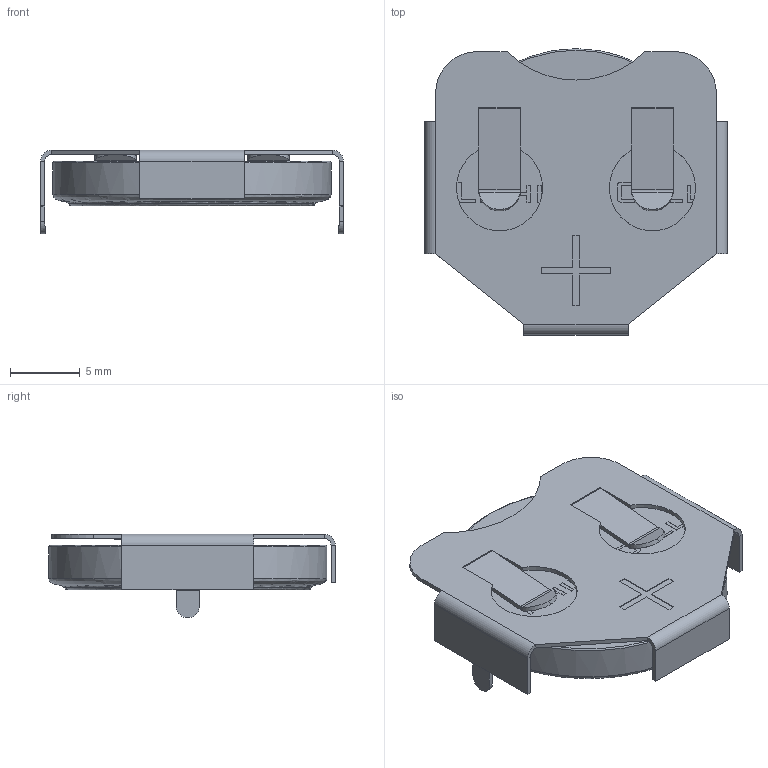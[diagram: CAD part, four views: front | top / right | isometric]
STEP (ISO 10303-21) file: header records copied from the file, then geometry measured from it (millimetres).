
FILE_DESCRIPTION(('FreeCAD Model'),'2;1');
FILE_NAME('User Library-cr2032B.step', '2017-03-11T08:55:32',('Author'),(''), 'Open CASCADE STEP processor 6.8','FreeCAD','Unknown');
FILE_SCHEMA(('AUTOMOTIVE_DESIGN_CC2 { 1 2 10303 214 -1 1 5 4 }'));
Length unit declared in the file: millimetre
Products named in the file (2): ASSEMBLY; User_Library-cr2032B
Assembly tree (1 placements, depth 2):
  ASSEMBLY
    User_Library-cr2032B
Bounding box: 21.8 x 20.6 x 6.01 mm (x, y, z)
Volume: 1105.9 mm3; surface area: 1705.5 mm2
Topology: 1 solids, 1 shells, 375 faces, 1016 edges, 648 vertices
Faces by surface type: plane 290, bspline 45, cylinder 36, torus 4
Entity records: 38409 total; most frequent: CARTESIAN_POINT 16270, DIRECTION 3280, LINE 2424, VECTOR 2424, ORIENTED_EDGE 2032, PCURVE 2032, DEFINITIONAL_REPRESENTATION 2032, EDGE_CURVE 1016
